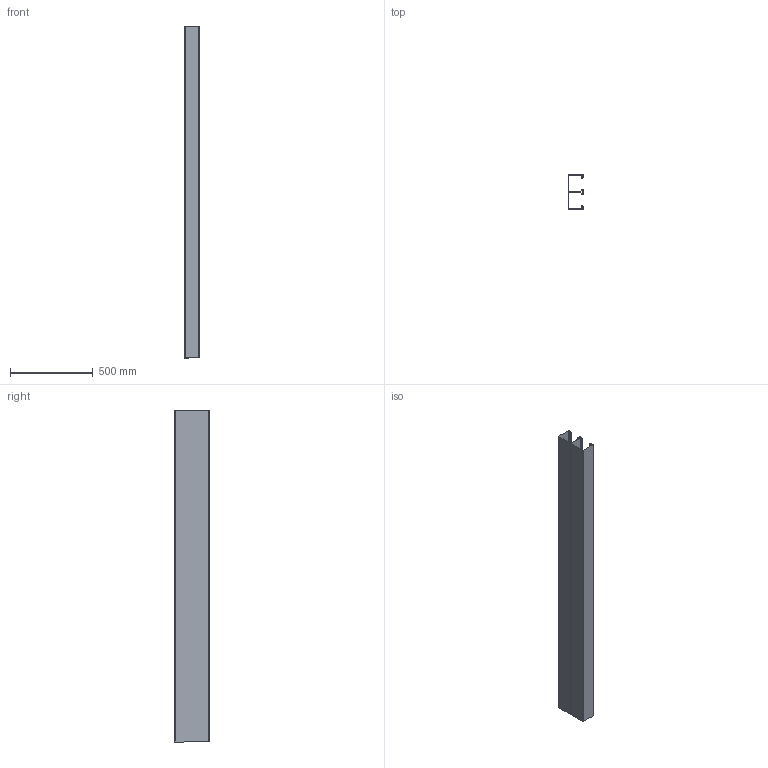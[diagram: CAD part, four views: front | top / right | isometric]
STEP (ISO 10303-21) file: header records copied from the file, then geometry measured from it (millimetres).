
FILE_DESCRIPTION (( 'STEP AP214' ), '1' );
FILE_NAME ('6278500.stp', '2016-06-07T15:19:30', ( '' ), ( '' ), 'SwSTEP 2.0', 'SolidWorks 2014', '' );
FILE_SCHEMA (( 'AUTOMOTIVE_DESIGN' ));
Length unit declared in the file: millimetre
Products named in the file (3): 6278500; 017599T1_GEK-D70210; 014939_T=90, L=2000
Assembly tree (2 placements, depth 2):
  6278500
    017599T1_GEK-D70210
    014939_T=90, L=2000
Bounding box: 90 x 210 x 2000 mm (x, y, z)
Volume: 1431233.5 mm3; surface area: 2462882.7 mm2
Topology: 2 solids, 2 shells, 154 faces, 346 edges, 196 vertices
Faces by surface type: plane 108, cylinder 46
Entity records: 4271 total; most frequent: DIRECTION 756, CARTESIAN_POINT 701, ORIENTED_EDGE 692, EDGE_CURVE 346, VECTOR 254, LINE 254, AXIS2_PLACEMENT_3D 251, VERTEX_POINT 196
